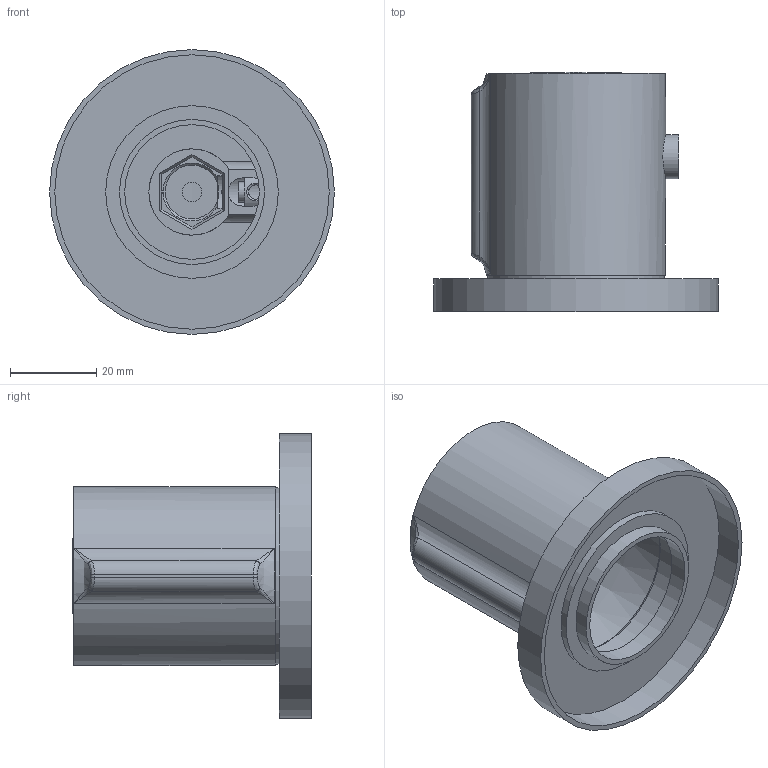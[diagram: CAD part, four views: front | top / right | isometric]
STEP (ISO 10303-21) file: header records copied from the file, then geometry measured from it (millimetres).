
FILE_DESCRIPTION (( 'STEP AP203' ), '1' );
FILE_NAME ('21CP12363.STEP', '2025-10-31T05:47:41', ( '' ), ( '' ), 'SwSTEP 2.0', 'SolidWorks 2021', '' );
FILE_SCHEMA (( 'CONFIG_CONTROL_DESIGN' ));
Length unit declared in the file: millimetre
Products named in the file (1): 21CP12363
Bounding box: 66 x 55.35 x 66 mm (x, y, z)
Volume: 32040.3 mm3; surface area: 30021.1 mm2
Topology: 5 solids, 5 shells, 162 faces, 406 edges, 262 vertices
Faces by surface type: plane 89, cylinder 38, cone 16, bspline 12, torus 4, sphere 3
Full cylindrical faces by diameter (mm): 3.1 x2, 3.3 x1, 4.15 x1, 4.65 x1, 10.1 x1, 10.2 x1, 12.5 x1, 25.6 x1, 28.6 x1, 31 x1, 31.2 x1, 31.6 x1, 33.6 x1, 36 x1, 37.8 x1, 37.9 x1, 38 x2, 40 x1, 40.85 x1, 41.5 x1, 63.6 x1, 66 x1
Entity records: 5468 total; most frequent: CARTESIAN_POINT 1872, ORIENTED_EDGE 694, DIRECTION 685, EDGE_CURVE 347, AXIS2_PLACEMENT_3D 252, VERTEX_POINT 243, EDGE_LOOP 224, FACE_OUTER_BOUND 190
